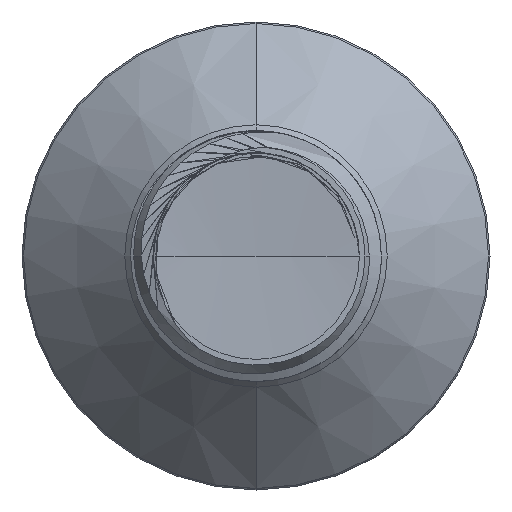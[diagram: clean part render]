
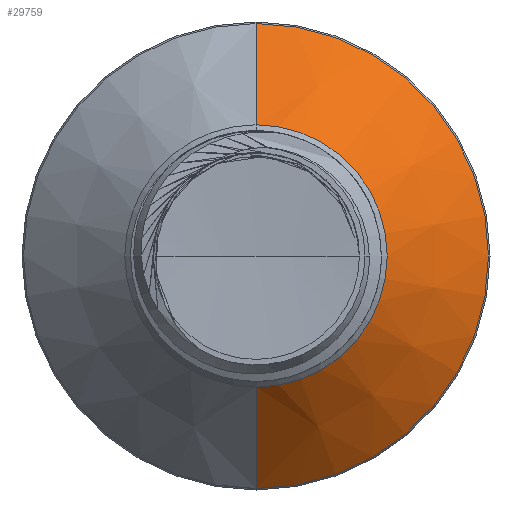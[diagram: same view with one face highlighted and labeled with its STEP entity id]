
A CAD part, front view. The second image highlights one B-rep face of the part: STEP entity #29759.
In plain terms, the highlighted conical face has half-angle 45 degrees and reference radius 1.571 mm.
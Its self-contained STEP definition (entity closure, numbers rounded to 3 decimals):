
#1343 = CARTESIAN_POINT ( 'NONE',  ( 0., 19.409, 0. ) ) ;
#1819 = EDGE_CURVE ( 'NONE', #31868, #19160, #32123, .T. ) ;
#1825 = VECTOR ( 'NONE', #15128, 1000. ) ;
#2687 = LINE ( 'NONE', #30797, #27010 ) ;
#2763 = EDGE_LOOP ( 'NONE', ( #23966, #11631, #40753, #10640 ) ) ;
#2828 = LINE ( 'NONE', #37251, #1825 ) ;
#5852 = FACE_OUTER_BOUND ( 'NONE', #2763, .T. ) ;
#9268 = CARTESIAN_POINT ( 'NONE',  ( 0., 19.409, -1.571 ) ) ;
#10559 = VERTEX_POINT ( 'NONE', #9268 ) ;
#10640 = ORIENTED_EDGE ( 'NONE', *, *, #30234, .F. ) ;
#10879 = CARTESIAN_POINT ( 'NONE',  ( 0., 19.409, 0. ) ) ;
#10916 = CARTESIAN_POINT ( 'NONE',  ( 0., 20.62, -2.782 ) ) ;
#11631 = ORIENTED_EDGE ( 'NONE', *, *, #12510, .T. ) ;
#12510 = EDGE_CURVE ( 'NONE', #10559, #19160, #2687, .T. ) ;
#12670 = CIRCLE ( 'NONE', #31643, 1.571 ) ;
#14079 = DIRECTION ( 'NONE',  ( 0., 0., 1. ) ) ;
#15128 = DIRECTION ( 'NONE',  ( 0., 0.707, 0.707 ) ) ;
#16624 = CARTESIAN_POINT ( 'NONE',  ( 0., 20.62, 0. ) ) ;
#16772 = EDGE_CURVE ( 'NONE', #36909, #10559, #12670, .T. ) ;
#19160 = VERTEX_POINT ( 'NONE', #10916 ) ;
#19787 = DIRECTION ( 'NONE',  ( 0., 0., 1. ) ) ;
#20582 = CARTESIAN_POINT ( 'NONE',  ( 0., 19.409, 1.571 ) ) ;
#21409 = DIRECTION ( 'NONE',  ( 0., 0.707, -0.707 ) ) ;
#21747 = AXIS2_PLACEMENT_3D ( 'NONE', #16624, #38762, #19787 ) ;
#22665 = CARTESIAN_POINT ( 'NONE',  ( 0., 20.62, 2.782 ) ) ;
#23560 = DIRECTION ( 'NONE',  ( 0., 0., 1. ) ) ;
#23966 = ORIENTED_EDGE ( 'NONE', *, *, #16772, .T. ) ;
#24078 = AXIS2_PLACEMENT_3D ( 'NONE', #1343, #32796, #23560 ) ;
#27010 = VECTOR ( 'NONE', #21409, 1000. ) ;
#29759 = ADVANCED_FACE ( 'NONE', ( #5852 ), #37556, .T. ) ;
#30234 = EDGE_CURVE ( 'NONE', #36909, #31868, #2828, .T. ) ;
#30797 = CARTESIAN_POINT ( 'NONE',  ( 0., 19.409, -1.571 ) ) ;
#31643 = AXIS2_PLACEMENT_3D ( 'NONE', #10879, #32970, #14079 ) ;
#31868 = VERTEX_POINT ( 'NONE', #22665 ) ;
#32123 = CIRCLE ( 'NONE', #21747, 2.782 ) ;
#32796 = DIRECTION ( 'NONE',  ( 0., 1., 0. ) ) ;
#32970 = DIRECTION ( 'NONE',  ( 0., 1., 0. ) ) ;
#36909 = VERTEX_POINT ( 'NONE', #20582 ) ;
#37251 = CARTESIAN_POINT ( 'NONE',  ( 0., 19.409, 1.571 ) ) ;
#37556 = CONICAL_SURFACE ( 'NONE', #24078, 1.571, 0.785 ) ;
#38762 = DIRECTION ( 'NONE',  ( 0., 1., 0. ) ) ;
#40753 = ORIENTED_EDGE ( 'NONE', *, *, #1819, .F. ) ;
